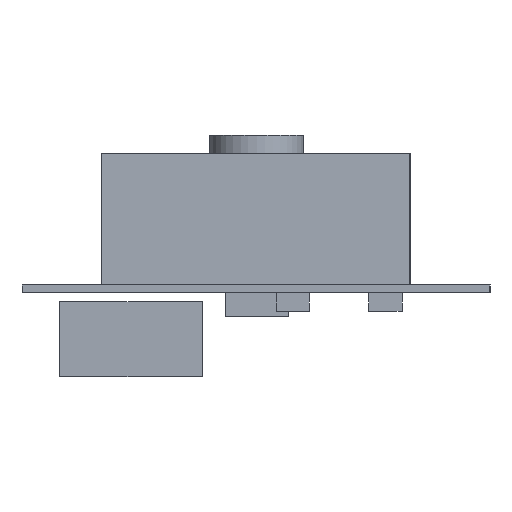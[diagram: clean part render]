
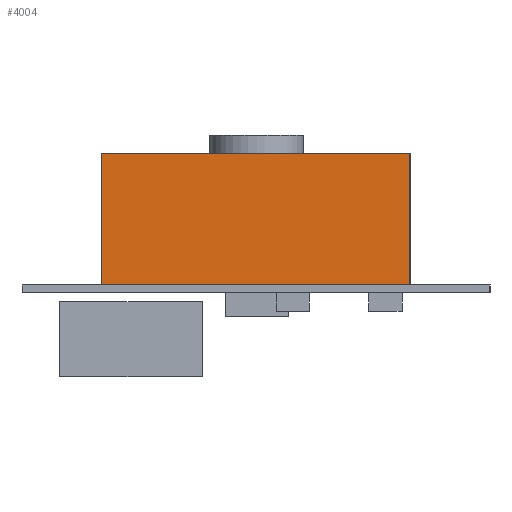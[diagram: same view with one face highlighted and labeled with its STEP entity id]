
A CAD part, left-side view. The second image highlights one B-rep face of the part: STEP entity #4004.
In plain terms, the highlighted planar face has unit normal (-1, -0.014, 0).
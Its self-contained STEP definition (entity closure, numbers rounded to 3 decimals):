
#3741 = EDGE_CURVE('',#3742,#3744,#3746,.T.);
#3742 = VERTEX_POINT('',#3743);
#3743 = CARTESIAN_POINT('',(-4.475,8.23,0.));
#3744 = VERTEX_POINT('',#3745);
#3745 = CARTESIAN_POINT('',(-4.475,8.23,7.));
#3746 = SURFACE_CURVE('',#3747,(#3751,#3763),.PCURVE_S1.);
#3747 = LINE('',#3748,#3749);
#3748 = CARTESIAN_POINT('',(-4.475,8.23,0.));
#3749 = VECTOR('',#3750,1.);
#3750 = DIRECTION('',(0.,0.,1.));
#3751 = PCURVE('',#3752,#3757);
#3752 = PLANE('',#3753);
#3753 = AXIS2_PLACEMENT_3D('',#3754,#3755,#3756);
#3754 = CARTESIAN_POINT('',(-4.475,8.23,0.));
#3755 = DIRECTION('',(0.,1.,0.));
#3756 = DIRECTION('',(1.,0.,0.));
#3757 = DEFINITIONAL_REPRESENTATION('',(#3758),#3762);
#3758 = LINE('',#3759,#3760);
#3759 = CARTESIAN_POINT('',(0.,0.));
#3760 = VECTOR('',#3761,1.);
#3761 = DIRECTION('',(0.,-1.));
#3762 = ( GEOMETRIC_REPRESENTATION_CONTEXT(2) 
PARAMETRIC_REPRESENTATION_CONTEXT() REPRESENTATION_CONTEXT('2D SPACE',''
  ) );
#3763 = PCURVE('',#3764,#3769);
#3764 = PLANE('',#3765);
#3765 = AXIS2_PLACEMENT_3D('',#3766,#3767,#3768);
#3766 = CARTESIAN_POINT('',(-4.246,-8.23,0.));
#3767 = DIRECTION('',(-1.,-0.014,0.));
#3768 = DIRECTION('',(-0.014,1.,0.));
#3769 = DEFINITIONAL_REPRESENTATION('',(#3770),#3774);
#3770 = LINE('',#3771,#3772);
#3771 = CARTESIAN_POINT('',(16.461,0.));
#3772 = VECTOR('',#3773,1.);
#3773 = DIRECTION('',(0.,-1.));
#3774 = ( GEOMETRIC_REPRESENTATION_CONTEXT(2) 
PARAMETRIC_REPRESENTATION_CONTEXT() REPRESENTATION_CONTEXT('2D SPACE',''
  ) );
#3792 = PLANE('',#3793);
#3793 = AXIS2_PLACEMENT_3D('',#3794,#3795,#3796);
#3794 = CARTESIAN_POINT('',(-4.475,8.23,7.));
#3795 = DIRECTION('',(0.,0.,1.));
#3796 = DIRECTION('',(1.,0.,0.));
#3846 = PLANE('',#3847);
#3847 = AXIS2_PLACEMENT_3D('',#3848,#3849,#3850);
#3848 = CARTESIAN_POINT('',(-4.475,8.23,0.));
#3849 = DIRECTION('',(0.,0.,1.));
#3850 = DIRECTION('',(1.,0.,0.));
#3901 = PLANE('',#3902);
#3902 = AXIS2_PLACEMENT_3D('',#3903,#3904,#3905);
#3903 = CARTESIAN_POINT('',(4.475,-8.21,0.));
#3904 = DIRECTION('',(0.002,-1.,0.));
#3905 = DIRECTION('',(-1.,-0.002,0.));
#3939 = VERTEX_POINT('',#3940);
#3940 = CARTESIAN_POINT('',(-4.246,-8.23,7.));
#3961 = EDGE_CURVE('',#3962,#3939,#3964,.T.);
#3962 = VERTEX_POINT('',#3963);
#3963 = CARTESIAN_POINT('',(-4.246,-8.23,0.));
#3964 = SURFACE_CURVE('',#3965,(#3969,#3976),.PCURVE_S1.);
#3965 = LINE('',#3966,#3967);
#3966 = CARTESIAN_POINT('',(-4.246,-8.23,0.));
#3967 = VECTOR('',#3968,1.);
#3968 = DIRECTION('',(0.,0.,1.));
#3969 = PCURVE('',#3901,#3970);
#3970 = DEFINITIONAL_REPRESENTATION('',(#3971),#3975);
#3971 = LINE('',#3972,#3973);
#3972 = CARTESIAN_POINT('',(8.721,0.));
#3973 = VECTOR('',#3974,1.);
#3974 = DIRECTION('',(0.,-1.));
#3975 = ( GEOMETRIC_REPRESENTATION_CONTEXT(2) 
PARAMETRIC_REPRESENTATION_CONTEXT() REPRESENTATION_CONTEXT('2D SPACE',''
  ) );
#3976 = PCURVE('',#3764,#3977);
#3977 = DEFINITIONAL_REPRESENTATION('',(#3978),#3982);
#3978 = LINE('',#3979,#3980);
#3979 = CARTESIAN_POINT('',(0.,0.));
#3980 = VECTOR('',#3981,1.);
#3981 = DIRECTION('',(0.,-1.));
#3982 = ( GEOMETRIC_REPRESENTATION_CONTEXT(2) 
PARAMETRIC_REPRESENTATION_CONTEXT() REPRESENTATION_CONTEXT('2D SPACE',''
  ) );
#4004 = ADVANCED_FACE('',(#4005),#3764,.T.);
#4005 = FACE_BOUND('',#4006,.T.);
#4006 = EDGE_LOOP('',(#4007,#4008,#4029,#4030));
#4007 = ORIENTED_EDGE('',*,*,#3961,.T.);
#4008 = ORIENTED_EDGE('',*,*,#4009,.T.);
#4009 = EDGE_CURVE('',#3939,#3744,#4010,.T.);
#4010 = SURFACE_CURVE('',#4011,(#4015,#4022),.PCURVE_S1.);
#4011 = LINE('',#4012,#4013);
#4012 = CARTESIAN_POINT('',(-4.246,-8.23,7.));
#4013 = VECTOR('',#4014,1.);
#4014 = DIRECTION('',(-0.014,1.,0.));
#4015 = PCURVE('',#3764,#4016);
#4016 = DEFINITIONAL_REPRESENTATION('',(#4017),#4021);
#4017 = LINE('',#4018,#4019);
#4018 = CARTESIAN_POINT('',(0.,-7.));
#4019 = VECTOR('',#4020,1.);
#4020 = DIRECTION('',(1.,0.));
#4021 = ( GEOMETRIC_REPRESENTATION_CONTEXT(2) 
PARAMETRIC_REPRESENTATION_CONTEXT() REPRESENTATION_CONTEXT('2D SPACE',''
  ) );
#4022 = PCURVE('',#3792,#4023);
#4023 = DEFINITIONAL_REPRESENTATION('',(#4024),#4028);
#4024 = LINE('',#4025,#4026);
#4025 = CARTESIAN_POINT('',(0.229,-16.459));
#4026 = VECTOR('',#4027,1.);
#4027 = DIRECTION('',(-0.014,1.));
#4028 = ( GEOMETRIC_REPRESENTATION_CONTEXT(2) 
PARAMETRIC_REPRESENTATION_CONTEXT() REPRESENTATION_CONTEXT('2D SPACE',''
  ) );
#4029 = ORIENTED_EDGE('',*,*,#3741,.F.);
#4030 = ORIENTED_EDGE('',*,*,#4031,.F.);
#4031 = EDGE_CURVE('',#3962,#3742,#4032,.T.);
#4032 = SURFACE_CURVE('',#4033,(#4037,#4044),.PCURVE_S1.);
#4033 = LINE('',#4034,#4035);
#4034 = CARTESIAN_POINT('',(-4.246,-8.23,0.));
#4035 = VECTOR('',#4036,1.);
#4036 = DIRECTION('',(-0.014,1.,0.));
#4037 = PCURVE('',#3764,#4038);
#4038 = DEFINITIONAL_REPRESENTATION('',(#4039),#4043);
#4039 = LINE('',#4040,#4041);
#4040 = CARTESIAN_POINT('',(0.,0.));
#4041 = VECTOR('',#4042,1.);
#4042 = DIRECTION('',(1.,0.));
#4043 = ( GEOMETRIC_REPRESENTATION_CONTEXT(2) 
PARAMETRIC_REPRESENTATION_CONTEXT() REPRESENTATION_CONTEXT('2D SPACE',''
  ) );
#4044 = PCURVE('',#3846,#4045);
#4045 = DEFINITIONAL_REPRESENTATION('',(#4046),#4050);
#4046 = LINE('',#4047,#4048);
#4047 = CARTESIAN_POINT('',(0.229,-16.459));
#4048 = VECTOR('',#4049,1.);
#4049 = DIRECTION('',(-0.014,1.));
#4050 = ( GEOMETRIC_REPRESENTATION_CONTEXT(2) 
PARAMETRIC_REPRESENTATION_CONTEXT() REPRESENTATION_CONTEXT('2D SPACE',''
  ) );
